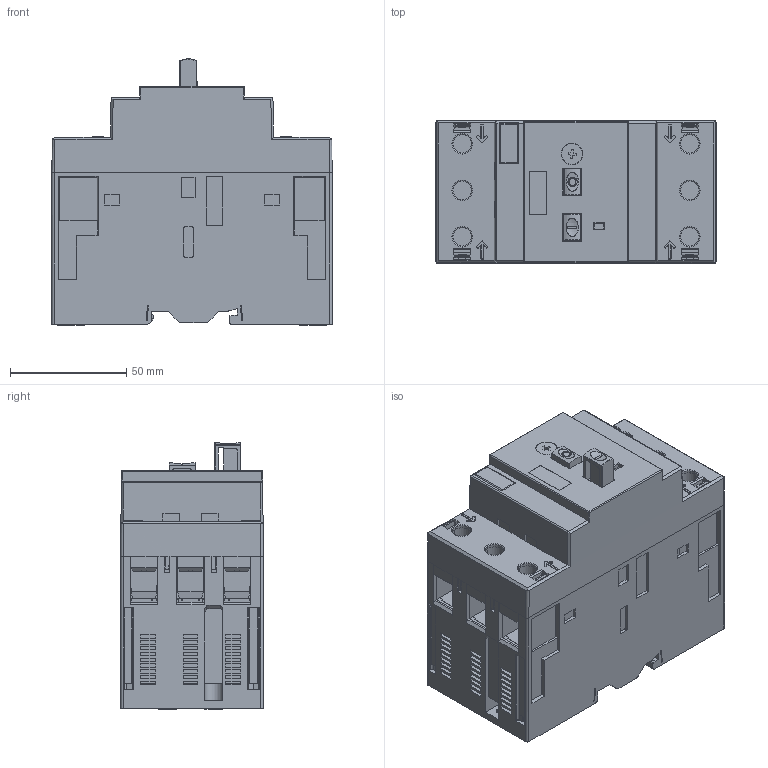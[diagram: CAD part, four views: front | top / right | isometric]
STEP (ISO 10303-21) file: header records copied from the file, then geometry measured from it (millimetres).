
FILE_DESCRIPTION((''),'2;1');
FILE_NAME('CDP6-80','2017-09-21T',('jinming.yu'),(''),'PRO/ENGINEER BY PARAMETRIC TECHNOLOGY CORPORATION, 2015440','PRO/ENGINEER BY PARAMETRIC TECHNOLOGY CORPORATION, 2015440','');
FILE_SCHEMA(('CONFIG_CONTROL_DESIGN'));
Products named in the file (1): CDP6-80
Bounding box: 120.6 x 61.32 x 114.54 mm (x, y, z)
Volume: 523232.2 mm3; surface area: 142786.4 mm2
Topology: 1 solids, 1 shells, 2389 faces, 6783 edges, 4425 vertices
Faces by surface type: plane 1930, cylinder 368, bspline 37, cone 26, torus 16, sphere 12
Entity records: 78810 total; most frequent: CARTESIAN_POINT 16222, ORIENTED_EDGE 13550, DIRECTION 12157, EDGE_CURVE 6775, VECTOR 5783, LINE 5783, VERTEX_POINT 4425, AXIS2_PLACEMENT_3D 3187
